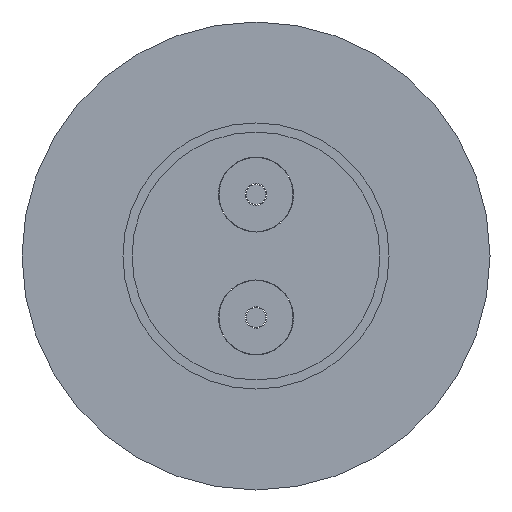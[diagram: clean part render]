
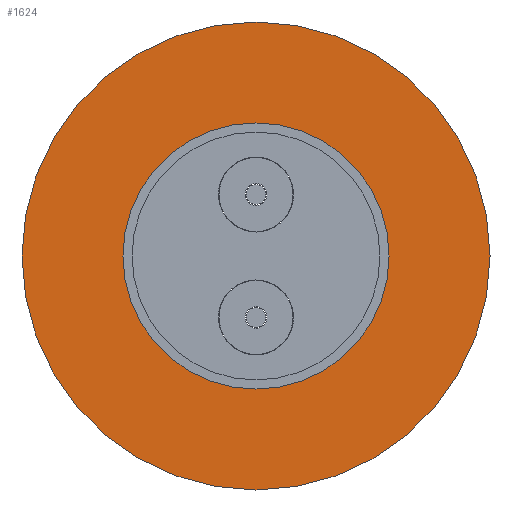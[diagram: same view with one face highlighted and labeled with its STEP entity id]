
A CAD part, left-side view. The second image highlights one B-rep face of the part: STEP entity #1624.
In plain terms, the highlighted planar face has unit normal (1, 0, 0).
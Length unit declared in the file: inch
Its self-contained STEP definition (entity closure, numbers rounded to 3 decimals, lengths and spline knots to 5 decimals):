
#10 = AXIS2_PLACEMENT_3D ( 'NONE', #1533, #658, #1689 ) ;
#22 = AXIS2_PLACEMENT_3D ( 'NONE', #1818, #954, #59 ) ;
#59 = DIRECTION ( 'NONE',  ( 0., 0., 1. ) ) ;
#109 = AXIS2_PLACEMENT_3D ( 'NONE', #506, #1529, #654 ) ;
#285 = EDGE_LOOP ( 'NONE', ( #1234, #441 ) ) ;
#371 = CIRCLE ( 'NONE', #22, 0.3355 ) ;
#441 = ORIENTED_EDGE ( 'NONE', *, *, #943, .T. ) ;
#469 = CARTESIAN_POINT ( 'NONE',  ( 0., 0.59, 0. ) ) ;
#485 = AXIS2_PLACEMENT_3D ( 'NONE', #1595, #711, #1741 ) ;
#506 = CARTESIAN_POINT ( 'NONE',  ( 0., 0., 0. ) ) ;
#544 = CARTESIAN_POINT ( 'NONE',  ( 0., 0., -0.3355 ) ) ;
#589 = CARTESIAN_POINT ( 'NONE',  ( 0., 0., -0.59 ) ) ;
#654 = DIRECTION ( 'NONE',  ( 0., 0., 1. ) ) ;
#658 = DIRECTION ( 'NONE',  ( -1., 0., 0. ) ) ;
#695 = ORIENTED_EDGE ( 'NONE', *, *, #942, .T. ) ;
#711 = DIRECTION ( 'NONE',  ( 1., 0., 0. ) ) ;
#724 = FACE_OUTER_BOUND ( 'NONE', #1467, .T. ) ;
#761 = CIRCLE ( 'NONE', #10, 0.3355 ) ;
#785 = VERTEX_POINT ( 'NONE', #982 ) ;
#834 = VERTEX_POINT ( 'NONE', #544 ) ;
#851 = VERTEX_POINT ( 'NONE', #861 ) ;
#861 = CARTESIAN_POINT ( 'NONE',  ( 0., 0., 0.59 ) ) ;
#905 = DIRECTION ( 'NONE',  ( 0., 0., -1. ) ) ;
#942 = EDGE_CURVE ( 'NONE', #1541, #851, #1312, .T. ) ;
#943 = EDGE_CURVE ( 'NONE', #834, #785, #371, .T. ) ;
#954 = DIRECTION ( 'NONE',  ( -1., 0., 0. ) ) ;
#967 = EDGE_CURVE ( 'NONE', #785, #834, #761, .T. ) ;
#982 = CARTESIAN_POINT ( 'NONE',  ( 0., 0., 0.3355 ) ) ;
#1001 = ORIENTED_EDGE ( 'NONE', *, *, #1367, .T. ) ;
#1234 = ORIENTED_EDGE ( 'NONE', *, *, #967, .T. ) ;
#1312 = CIRCLE ( 'NONE', #109, 0.59 ) ;
#1342 = PLANE ( 'NONE',  #1372 ) ;
#1367 = EDGE_CURVE ( 'NONE', #851, #1541, #1598, .T. ) ;
#1372 = AXIS2_PLACEMENT_3D ( 'NONE', #469, #1779, #905 ) ;
#1456 = FACE_BOUND ( 'NONE', #285, .T. ) ;
#1467 = EDGE_LOOP ( 'NONE', ( #1001, #695 ) ) ;
#1529 = DIRECTION ( 'NONE',  ( 1., 0., 0. ) ) ;
#1533 = CARTESIAN_POINT ( 'NONE',  ( 0., 0., 0. ) ) ;
#1541 = VERTEX_POINT ( 'NONE', #589 ) ;
#1595 = CARTESIAN_POINT ( 'NONE',  ( 0., 0., 0. ) ) ;
#1598 = CIRCLE ( 'NONE', #485, 0.59 ) ;
#1624 = ADVANCED_FACE ( 'NONE', ( #1456, #724 ), #1342, .T. ) ;
#1689 = DIRECTION ( 'NONE',  ( 0., 0., 1. ) ) ;
#1741 = DIRECTION ( 'NONE',  ( 0., 0., 1. ) ) ;
#1779 = DIRECTION ( 'NONE',  ( 1., 0., 0. ) ) ;
#1818 = CARTESIAN_POINT ( 'NONE',  ( 0., 0., 0. ) ) ;
